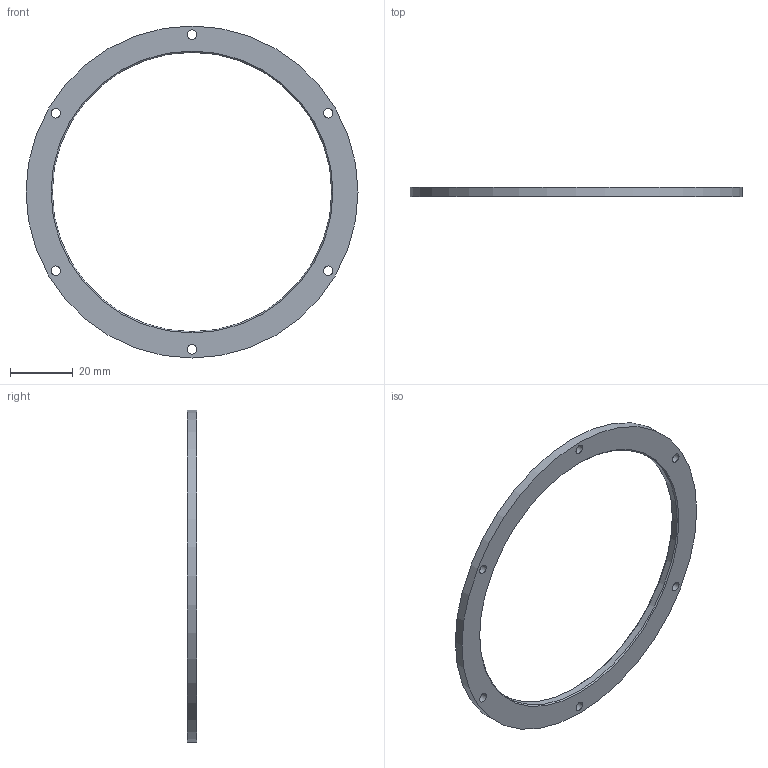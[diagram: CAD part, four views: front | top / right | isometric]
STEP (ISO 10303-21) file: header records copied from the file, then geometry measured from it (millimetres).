
FILE_DESCRIPTION(/* description */ (''),/* implementation_level */ '2;1');
FILE_NAME(/* name */ 'Klemmrahmen.stp',/* time_stamp */ '2024-12-27T23:00:04+01:00',/* author */ ('Maximilian.Giesen'),/* organization */ (''),/* preprocessor_version */ 'ST-DEVELOPER v20',/* originating_system */ 'Autodesk Inventor 2024',/* authorisation */ '');
FILE_SCHEMA (('AUTOMOTIVE_DESIGN { 1 0 10303 214 3 1 1 }'));
Length unit declared in the file: millimetre
Products named in the file (1): Klemmrahmen
Bounding box: 106 x 3 x 106 mm (x, y, z)
Volume: 7536 mm3; surface area: 6924.4 mm2
Topology: 1 solids, 1 shells, 18 faces, 40 edges, 24 vertices
Faces by surface type: cone 8, cylinder 8, plane 2
Full cylindrical faces by diameter (mm): 3 x6, 89.2 x1, 106 x1
Entity records: 584 total; most frequent: DIRECTION 102, CARTESIAN_POINT 83, ORIENTED_EDGE 80, AXIS2_PLACEMENT_3D 43, EDGE_CURVE 40, EDGE_LOOP 32, CIRCLE 24, VERTEX_POINT 24
